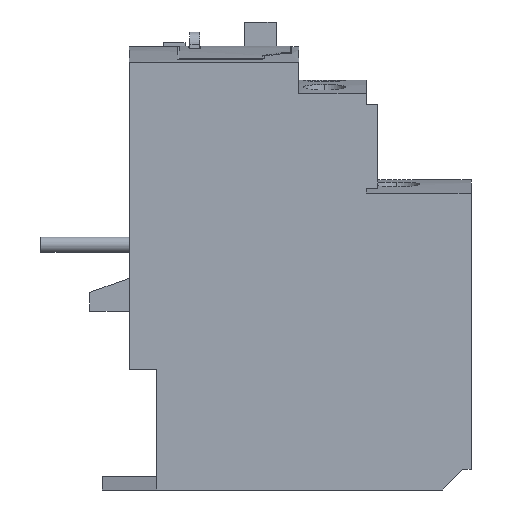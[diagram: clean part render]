
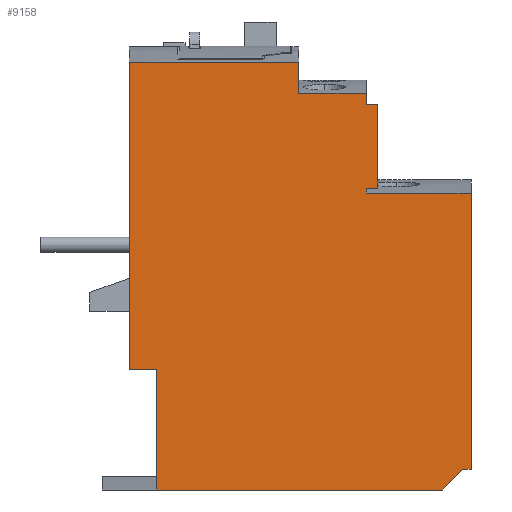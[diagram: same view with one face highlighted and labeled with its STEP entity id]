
A CAD part, left-side view. The second image highlights one B-rep face of the part: STEP entity #9158.
In plain terms, the highlighted planar face has unit normal (-1, 0, 0).
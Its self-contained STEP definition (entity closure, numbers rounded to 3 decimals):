
#769=DIRECTION('',(0.,0.,-1.));
#770=VECTOR('',#769,1.7);
#771=CARTESIAN_POINT('',(0.,15.8,59.82));
#772=LINE('',#771,#770);
#776=DIRECTION('',(0.,-1.,0.));
#777=VECTOR('',#776,1.75);
#778=CARTESIAN_POINT('',(0.,15.8,58.12));
#779=LINE('',#778,#777);
#783=DIRECTION('',(0.,0.,-1.));
#784=VECTOR('',#783,0.75);
#785=CARTESIAN_POINT('',(0.,15.8,45.52));
#786=LINE('',#785,#784);
#790=DIRECTION('',(0.,-1.,0.));
#791=VECTOR('',#790,15.8);
#792=CARTESIAN_POINT('',(0.,15.8,44.77));
#793=LINE('',#792,#791);
#797=DIRECTION('',(0.,1.,0.));
#798=VECTOR('',#797,1.25);
#799=CARTESIAN_POINT('',(0.,0.,3.1));
#800=LINE('',#799,#798);
#804=DIRECTION('',(0.,-0.707,0.707));
#805=VECTOR('',#804,4.384);
#806=CARTESIAN_POINT('',(0.,4.35,0.));
#807=LINE('',#806,#805);
#811=DIRECTION('',(0.,0.,1.));
#812=VECTOR('',#811,18.15);
#813=CARTESIAN_POINT('',(0.,47.35,0.));
#814=LINE('',#813,#812);
#818=DIRECTION('',(0.,-1.,0.));
#819=VECTOR('',#818,4.15);
#820=CARTESIAN_POINT('',(0.,51.5,18.15));
#821=LINE('',#820,#819);
#825=DIRECTION('',(0.,0.,1.));
#826=VECTOR('',#825,46.347);
#827=CARTESIAN_POINT('',(0.,51.5,18.15));
#828=LINE('',#827,#826);
#832=DIRECTION('',(0.,1.,0.));
#833=VECTOR('',#832,25.5);
#834=CARTESIAN_POINT('',(0.,26.,64.497));
#835=LINE('',#834,#833);
#839=DIRECTION('',(0.,0.,-1.));
#840=VECTOR('',#839,4.677);
#841=CARTESIAN_POINT('',(0.,26.,64.497));
#842=LINE('',#841,#840);
#846=DIRECTION('',(0.,-1.,0.));
#847=VECTOR('',#846,10.2);
#848=CARTESIAN_POINT('',(0.,26.,59.82));
#849=LINE('',#848,#847);
#4988=DIRECTION('',(0.,0.,1.));
#4989=VECTOR('',#4988,41.67);
#4990=CARTESIAN_POINT('',(0.,0.,3.1));
#4991=LINE('',#4990,#4989);
#5427=DIRECTION('',(0.,-1.,0.));
#5428=VECTOR('',#5427,43.);
#5429=CARTESIAN_POINT('',(0.,47.35,0.));
#5430=LINE('',#5429,#5428);
#6921=DIRECTION('',(0.,-1.,0.));
#6922=VECTOR('',#6921,1.75);
#6923=CARTESIAN_POINT('',(0.,15.8,45.52));
#6924=LINE('',#6923,#6922);
#6956=DIRECTION('',(0.,0.,-1.));
#6957=VECTOR('',#6956,12.6);
#6958=CARTESIAN_POINT('',(0.,14.05,58.12));
#6959=LINE('',#6958,#6957);
#7162=CARTESIAN_POINT('',(0.,26.,59.82));
#7163=VERTEX_POINT('',#7162);
#7165=CARTESIAN_POINT('',(0.,0.,44.77));
#7167=VERTEX_POINT('',#7165);
#7170=CARTESIAN_POINT('',(0.,15.8,44.77));
#7171=VERTEX_POINT('',#7170);
#7182=CARTESIAN_POINT('',(0.,15.8,59.82));
#7183=VERTEX_POINT('',#7182);
#7210=CARTESIAN_POINT('',(0.,51.5,18.15));
#7212=VERTEX_POINT('',#7210);
#7232=CARTESIAN_POINT('',(0.,47.35,0.));
#7233=CARTESIAN_POINT('',(0.,47.35,18.15));
#7234=VERTEX_POINT('',#7232);
#7235=VERTEX_POINT('',#7233);
#7736=CARTESIAN_POINT('',(0.,51.5,64.497));
#7737=VERTEX_POINT('',#7736);
#7738=CARTESIAN_POINT('',(0.,26.,64.497));
#7739=VERTEX_POINT('',#7738);
#7812=CARTESIAN_POINT('',(0.,0.,3.1));
#7814=VERTEX_POINT('',#7812);
#7820=CARTESIAN_POINT('',(0.,4.35,0.));
#7821=CARTESIAN_POINT('',(0.,1.25,3.1));
#7822=VERTEX_POINT('',#7820);
#7823=VERTEX_POINT('',#7821);
#7930=CARTESIAN_POINT('',(0.,14.05,58.12));
#7931=CARTESIAN_POINT('',(0.,14.05,45.52));
#7932=VERTEX_POINT('',#7930);
#7933=VERTEX_POINT('',#7931);
#7946=CARTESIAN_POINT('',(0.,15.8,45.52));
#7948=VERTEX_POINT('',#7946);
#7952=CARTESIAN_POINT('',(0.,15.8,58.12));
#7953=VERTEX_POINT('',#7952);
#9121=CARTESIAN_POINT('',(0.,51.5,0.));
#9122=DIRECTION('',(-1.,0.,0.));
#9123=DIRECTION('',(0.,-1.,0.));
#9124=AXIS2_PLACEMENT_3D('',#9121,#9122,#9123);
#9125=PLANE('',#9124);
#9127=ORIENTED_EDGE('',*,*,#9126,.T.);
#9129=ORIENTED_EDGE('',*,*,#9128,.T.);
#9131=ORIENTED_EDGE('',*,*,#9130,.T.);
#9133=ORIENTED_EDGE('',*,*,#9132,.F.);
#9135=ORIENTED_EDGE('',*,*,#9134,.T.);
#9137=ORIENTED_EDGE('',*,*,#9136,.T.);
#9139=ORIENTED_EDGE('',*,*,#9138,.F.);
#9141=ORIENTED_EDGE('',*,*,#9140,.T.);
#9143=ORIENTED_EDGE('',*,*,#9142,.F.);
#9145=ORIENTED_EDGE('',*,*,#9144,.F.);
#9147=ORIENTED_EDGE('',*,*,#9146,.T.);
#9148=ORIENTED_EDGE('',*,*,#9113,.F.);
#9149=ORIENTED_EDGE('',*,*,#8432,.T.);
#9151=ORIENTED_EDGE('',*,*,#9150,.F.);
#9153=ORIENTED_EDGE('',*,*,#9152,.T.);
#9155=ORIENTED_EDGE('',*,*,#9154,.T.);
#9156=EDGE_LOOP('',(#9127,#9129,#9131,#9133,#9135,#9137,#9139,#9141,#9143,#9145,
#9147,#9148,#9149,#9151,#9153,#9155));
#9157=FACE_OUTER_BOUND('',#9156,.F.);
#8432=EDGE_CURVE('',#7212,#7737,#828,.T.);
#9113=EDGE_CURVE('',#7212,#7235,#821,.T.);
#9126=EDGE_CURVE('',#7183,#7953,#772,.T.);
#9128=EDGE_CURVE('',#7953,#7932,#779,.T.);
#9130=EDGE_CURVE('',#7932,#7933,#6959,.T.);
#9132=EDGE_CURVE('',#7948,#7933,#6924,.T.);
#9134=EDGE_CURVE('',#7948,#7171,#786,.T.);
#9136=EDGE_CURVE('',#7171,#7167,#793,.T.);
#9138=EDGE_CURVE('',#7814,#7167,#4991,.T.);
#9140=EDGE_CURVE('',#7814,#7823,#800,.T.);
#9142=EDGE_CURVE('',#7822,#7823,#807,.T.);
#9144=EDGE_CURVE('',#7234,#7822,#5430,.T.);
#9146=EDGE_CURVE('',#7234,#7235,#814,.T.);
#9150=EDGE_CURVE('',#7739,#7737,#835,.T.);
#9152=EDGE_CURVE('',#7739,#7163,#842,.T.);
#9154=EDGE_CURVE('',#7163,#7183,#849,.T.);
#9158=ADVANCED_FACE('',(#9157),#9125,.T.);
